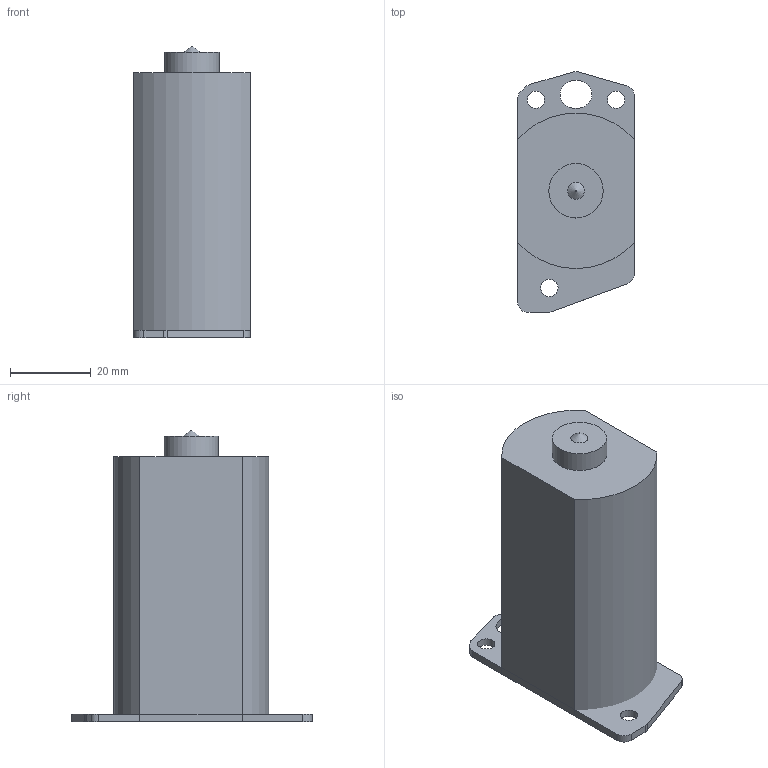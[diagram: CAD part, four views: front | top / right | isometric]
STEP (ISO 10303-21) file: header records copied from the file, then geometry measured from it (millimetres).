
FILE_DESCRIPTION(/* description */ (''),/* implementation_level */ '2;1');
FILE_NAME(/* name */ 'AM-2235 motor.ipt.stp',/* time_stamp */ '2016-01-07T16:47:06-08:00',/* author */ ('Autodesk Inc.'),/* organization */ ('Autodesk Inc.'),/* preprocessor_version */ 'ST-DEVELOPER v16.1',/* originating_system */ 'Autodesk Inventor 2016',/* authorisation */ '');
FILE_SCHEMA (('AUTOMOTIVE_DESIGN { 1 0 10303 214 3 1 1 }'));
Length unit declared in the file: inch
Products named in the file (1): AM-2235 motor
Bounding box: 28.96 x 59.84 x 72.44 mm (x, y, z)
Volume: 69549.3 mm3; surface area: 13328.2 mm2
Topology: 2 solids, 2 shells, 31 faces, 75 edges, 50 vertices
Faces by surface type: plane 15, cylinder 13, bspline 2, cone 1
Full cylindrical faces by diameter (mm): 4.318 x3, 13.513 x1
Entity records: 981 total; most frequent: CARTESIAN_POINT 166, DIRECTION 162, ORIENTED_EDGE 140, EDGE_CURVE 70, AXIS2_PLACEMENT_3D 62, VERTEX_POINT 50, EDGE_LOOP 46, LINE 38
